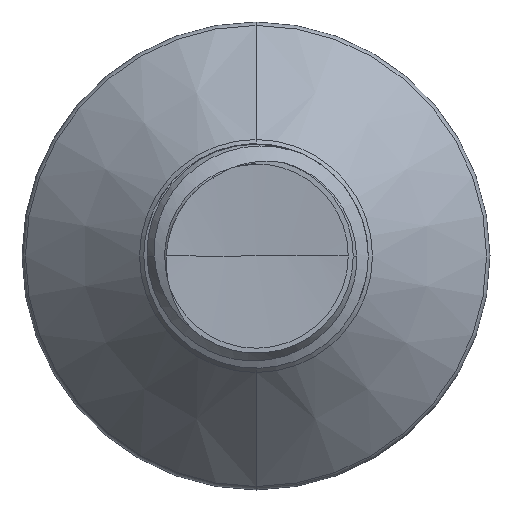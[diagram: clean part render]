
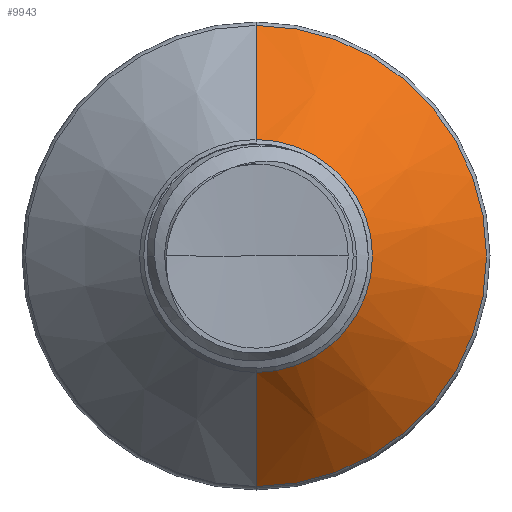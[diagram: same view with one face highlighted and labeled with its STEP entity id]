
A CAD part, front view. The second image highlights one B-rep face of the part: STEP entity #9943.
In plain terms, the highlighted conical face has half-angle 45 degrees and reference radius 1.817 mm.
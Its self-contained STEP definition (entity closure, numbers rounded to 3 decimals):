
#191 = ORIENTED_EDGE ( 'NONE', *, *, #1302, .T. ) ;
#209 = CARTESIAN_POINT ( 'NONE',  ( 0., 2.939, 1.817 ) ) ;
#914 = EDGE_CURVE ( 'NONE', #10606, #9528, #5598, .T. ) ;
#1013 = DIRECTION ( 'NONE',  ( 0., 0., 1. ) ) ;
#1028 = CARTESIAN_POINT ( 'NONE',  ( 0., 2.939, 0. ) ) ;
#1070 = DIRECTION ( 'NONE',  ( 0., 1., 0. ) ) ;
#1080 = CARTESIAN_POINT ( 'NONE',  ( 0., 2.939, -1.817 ) ) ;
#1164 = EDGE_CURVE ( 'NONE', #9528, #1640, #9733, .T. ) ;
#1302 = EDGE_CURVE ( 'NONE', #7315, #1640, #10435, .T. ) ;
#1640 = VERTEX_POINT ( 'NONE', #4313 ) ;
#1865 = EDGE_CURVE ( 'NONE', #10606, #7315, #8356, .T. ) ;
#2663 = AXIS2_PLACEMENT_3D ( 'NONE', #8447, #8432, #8425 ) ;
#2685 = ORIENTED_EDGE ( 'NONE', *, *, #1164, .F. ) ;
#3624 = CARTESIAN_POINT ( 'NONE',  ( 0., 4.718, 3.596 ) ) ;
#3811 = DIRECTION ( 'NONE',  ( 0., 0., 1. ) ) ;
#3822 = DIRECTION ( 'NONE',  ( 0., 1., 0. ) ) ;
#3828 = CARTESIAN_POINT ( 'NONE',  ( 0., 2.939, 0. ) ) ;
#4313 = CARTESIAN_POINT ( 'NONE',  ( 0., 4.718, -3.596 ) ) ;
#4361 = EDGE_LOOP ( 'NONE', ( #7489, #191, #2685, #5193 ) ) ;
#5193 = ORIENTED_EDGE ( 'NONE', *, *, #914, .F. ) ;
#5598 = LINE ( 'NONE', #8965, #10145 ) ;
#6500 = AXIS2_PLACEMENT_3D ( 'NONE', #3828, #3822, #3811 ) ;
#7315 = VERTEX_POINT ( 'NONE', #1080 ) ;
#7489 = ORIENTED_EDGE ( 'NONE', *, *, #1865, .T. ) ;
#8356 = CIRCLE ( 'NONE', #6500, 1.817 ) ;
#8390 = CARTESIAN_POINT ( 'NONE',  ( 0., 2.939, -1.817 ) ) ;
#8425 = DIRECTION ( 'NONE',  ( 0., 0., 1. ) ) ;
#8432 = DIRECTION ( 'NONE',  ( 0., 1., 0. ) ) ;
#8447 = CARTESIAN_POINT ( 'NONE',  ( 0., 4.718, 0. ) ) ;
#8698 = CONICAL_SURFACE ( 'NONE', #10934, 1.817, 0.785 ) ;
#8965 = CARTESIAN_POINT ( 'NONE',  ( 0., 2.939, 1.817 ) ) ;
#8970 = DIRECTION ( 'NONE',  ( 0., 0.707, 0.707 ) ) ;
#9528 = VERTEX_POINT ( 'NONE', #3624 ) ;
#9733 = CIRCLE ( 'NONE', #2663, 3.596 ) ;
#9943 = ADVANCED_FACE ( 'NONE', ( #10303 ), #8698, .T. ) ;
#10145 = VECTOR ( 'NONE', #8970, 1000. ) ;
#10303 = FACE_OUTER_BOUND ( 'NONE', #4361, .T. ) ;
#10435 = LINE ( 'NONE', #8390, #10491 ) ;
#10491 = VECTOR ( 'NONE', #10765, 1000. ) ;
#10606 = VERTEX_POINT ( 'NONE', #209 ) ;
#10765 = DIRECTION ( 'NONE',  ( 0., 0.707, -0.707 ) ) ;
#10934 = AXIS2_PLACEMENT_3D ( 'NONE', #1028, #1070, #1013 ) ;
